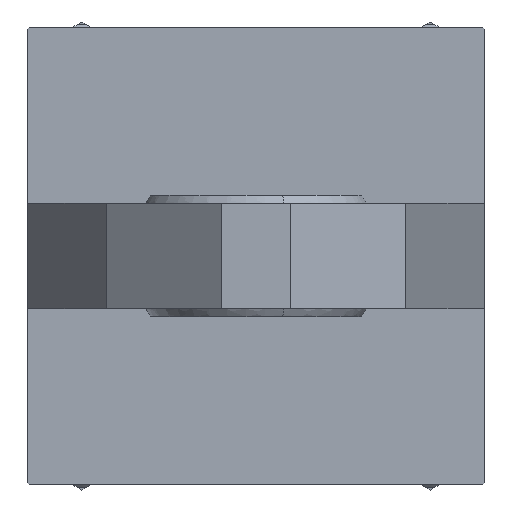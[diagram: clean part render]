
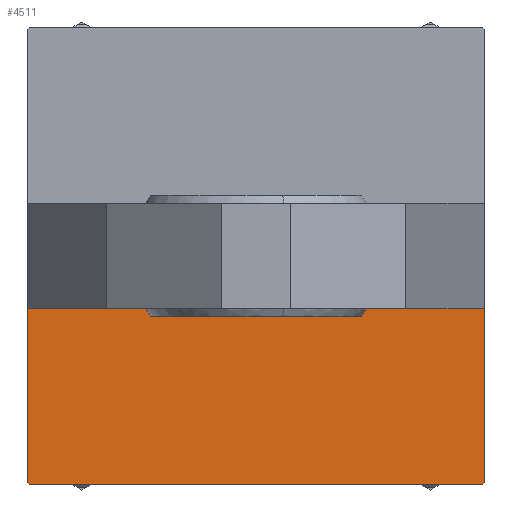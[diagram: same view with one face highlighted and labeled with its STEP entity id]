
A CAD part, left-side view. The second image highlights one B-rep face of the part: STEP entity #4511.
In plain terms, the highlighted planar face has unit normal (-1, 0, 0).
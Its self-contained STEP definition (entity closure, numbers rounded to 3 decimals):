
#253 = ORIENTED_EDGE ( 'NONE', *, *, #10690, .F. ) ;
#721 = VERTEX_POINT ( 'NONE', #24541 ) ;
#834 = CARTESIAN_POINT ( 'NONE',  ( 0., -19., -82.5 ) ) ;
#929 = EDGE_CURVE ( 'NONE', #20062, #44939, #46091, .T. ) ;
#4511 = ADVANCED_FACE ( 'NONE', ( #8395 ), #15845, .T. ) ;
#5051 = VECTOR ( 'NONE', #20452, 1000. ) ;
#7126 = VECTOR ( 'NONE', #15619, 1000. ) ;
#8395 = FACE_OUTER_BOUND ( 'NONE', #21534, .T. ) ;
#8884 = DIRECTION ( 'NONE',  ( 0., 0., 1. ) ) ;
#9475 = VERTEX_POINT ( 'NONE', #22879 ) ;
#9561 = VERTEX_POINT ( 'NONE', #43919 ) ;
#10690 = EDGE_CURVE ( 'NONE', #20062, #721, #39966, .T. ) ;
#11155 = DIRECTION ( 'NONE',  ( 0., 0., -1. ) ) ;
#14988 = ORIENTED_EDGE ( 'NONE', *, *, #33517, .T. ) ;
#15619 = DIRECTION ( 'NONE',  ( 0., -0.707, 0.707 ) ) ;
#15845 = PLANE ( 'NONE',  #47143 ) ;
#18366 = LINE ( 'NONE', #41988, #18697 ) ;
#18697 = VECTOR ( 'NONE', #42236, 1000. ) ;
#18866 = CARTESIAN_POINT ( 'NONE',  ( 0., -19., 82.5 ) ) ;
#19944 = CARTESIAN_POINT ( 'NONE',  ( 0., 0., 0. ) ) ;
#20062 = VERTEX_POINT ( 'NONE', #41189 ) ;
#20452 = DIRECTION ( 'NONE',  ( 0., -1., 0. ) ) ;
#21334 = ORIENTED_EDGE ( 'NONE', *, *, #22746, .F. ) ;
#21534 = EDGE_LOOP ( 'NONE', ( #253, #38870, #25480, #14988, #21334, #38180 ) ) ;
#22746 = EDGE_CURVE ( 'NONE', #44701, #9561, #24466, .T. ) ;
#22879 = CARTESIAN_POINT ( 'NONE',  ( 0., -82., -82.5 ) ) ;
#23697 = EDGE_CURVE ( 'NONE', #44939, #9475, #28148, .T. ) ;
#24466 = LINE ( 'NONE', #37291, #35327 ) ;
#24541 = CARTESIAN_POINT ( 'NONE',  ( 0., -82., 82.5 ) ) ;
#25480 = ORIENTED_EDGE ( 'NONE', *, *, #23697, .T. ) ;
#27668 = LINE ( 'NONE', #46937, #7126 ) ;
#28148 = LINE ( 'NONE', #40720, #5051 ) ;
#28376 = DIRECTION ( 'NONE',  ( -1., 0., 0. ) ) ;
#28461 = VECTOR ( 'NONE', #47918, 1000. ) ;
#32929 = DIRECTION ( 'NONE',  ( 0., 0., -1. ) ) ;
#33517 = EDGE_CURVE ( 'NONE', #9475, #9561, #27668, .T. ) ;
#35327 = VECTOR ( 'NONE', #32929, 1000. ) ;
#37131 = EDGE_CURVE ( 'NONE', #44701, #721, #18366, .T. ) ;
#37291 = CARTESIAN_POINT ( 'NONE',  ( 0., -82.5, 82.5 ) ) ;
#38180 = ORIENTED_EDGE ( 'NONE', *, *, #37131, .T. ) ;
#38870 = ORIENTED_EDGE ( 'NONE', *, *, #929, .T. ) ;
#39654 = CARTESIAN_POINT ( 'NONE',  ( 0., -82.5, 82. ) ) ;
#39966 = LINE ( 'NONE', #40467, #28461 ) ;
#40467 = CARTESIAN_POINT ( 'NONE',  ( 0., 82.5, 82.5 ) ) ;
#40720 = CARTESIAN_POINT ( 'NONE',  ( 0., 82.5, -82.5 ) ) ;
#41189 = CARTESIAN_POINT ( 'NONE',  ( 0., -19., 82.5 ) ) ;
#41988 = CARTESIAN_POINT ( 'NONE',  ( 0., -82.25, 82.25 ) ) ;
#42236 = DIRECTION ( 'NONE',  ( 0., 0.707, 0.707 ) ) ;
#43841 = VECTOR ( 'NONE', #11155, 1000. ) ;
#43919 = CARTESIAN_POINT ( 'NONE',  ( 0., -82.5, -82. ) ) ;
#44701 = VERTEX_POINT ( 'NONE', #39654 ) ;
#44939 = VERTEX_POINT ( 'NONE', #834 ) ;
#46091 = LINE ( 'NONE', #18866, #43841 ) ;
#46937 = CARTESIAN_POINT ( 'NONE',  ( 0., -82.25, -82.25 ) ) ;
#47143 = AXIS2_PLACEMENT_3D ( 'NONE', #19944, #28376, #8884 ) ;
#47918 = DIRECTION ( 'NONE',  ( 0., -1., 0. ) ) ;
